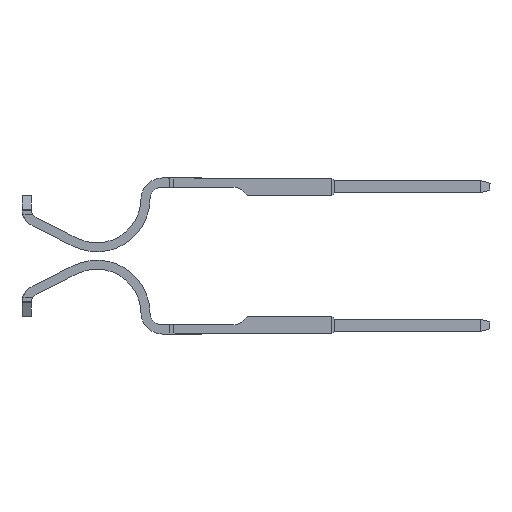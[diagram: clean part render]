
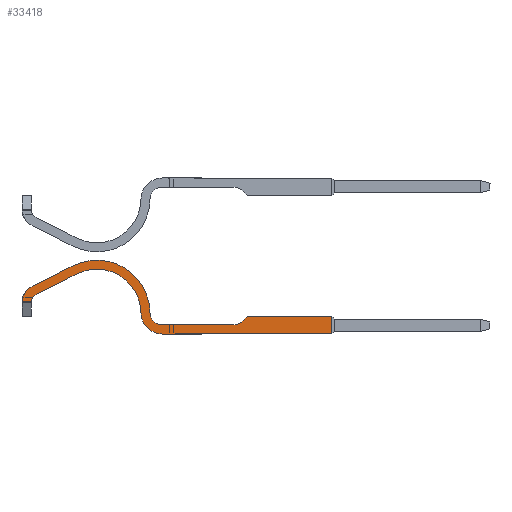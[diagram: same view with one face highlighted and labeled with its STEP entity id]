
A CAD part, left-side view. The second image highlights one B-rep face of the part: STEP entity #33418.
In plain terms, the highlighted face is planar.
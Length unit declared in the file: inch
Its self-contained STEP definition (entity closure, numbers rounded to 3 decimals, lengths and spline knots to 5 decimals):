
#251 = VECTOR ( 'NONE', #7514, 39.37008 ) ;
#337 = CARTESIAN_POINT ( 'NONE',  ( 0.33619, 0.0255, 0.025 ) ) ;
#446 = DIRECTION ( 'NONE',  ( 1., 0., 0. ) ) ;
#1443 = EDGE_LOOP ( 'NONE', ( #10559, #27480, #23326, #2791, #22773, #20424, #23785, #8354, #47995, #48174, #7271, #6362, #28289, #35986, #13205 ) ) ;
#2512 = CARTESIAN_POINT ( 'NONE',  ( 0.15971, 0.0575, 0.025 ) ) ;
#2570 = LINE ( 'NONE', #49476, #13980 ) ;
#2791 = ORIENTED_EDGE ( 'NONE', *, *, #41523, .T. ) ;
#3104 = CIRCLE ( 'NONE', #31770, 0.0265 ) ;
#3646 = DIRECTION ( 'NONE',  ( 0., 0., -1. ) ) ;
#4035 = CARTESIAN_POINT ( 'NONE',  ( 0.14781, 0.08118, 0.025 ) ) ;
#4049 = VERTEX_POINT ( 'NONE', #22816 ) ;
#4068 = LINE ( 'NONE', #16152, #12868 ) ;
#4619 = DIRECTION ( 'NONE',  ( 0., -1., 0. ) ) ;
#5727 = DIRECTION ( 'NONE',  ( 0., 0., -1. ) ) ;
#6014 = EDGE_CURVE ( 'NONE', #37589, #34176, #46572, .T. ) ;
#6183 = VERTEX_POINT ( 'NONE', #14509 ) ;
#6359 = DIRECTION ( 'NONE',  ( 0., 0., -1. ) ) ;
#6362 = ORIENTED_EDGE ( 'NONE', *, *, #20521, .F. ) ;
#6478 = EDGE_CURVE ( 'NONE', #40618, #17940, #30356, .T. ) ;
#7271 = ORIENTED_EDGE ( 'NONE', *, *, #19448, .T. ) ;
#7514 = DIRECTION ( 'NONE',  ( 1., 0., 0. ) ) ;
#7586 = EDGE_CURVE ( 'NONE', #19336, #34176, #15000, .T. ) ;
#7882 = DIRECTION ( 'NONE',  ( 0., 0., 1. ) ) ;
#8354 = ORIENTED_EDGE ( 'NONE', *, *, #7586, .F. ) ;
#9628 = VERTEX_POINT ( 'NONE', #17474 ) ;
#10559 = ORIENTED_EDGE ( 'NONE', *, *, #12829, .F. ) ;
#11154 = AXIS2_PLACEMENT_3D ( 'NONE', #40925, #45510, #41184 ) ;
#11181 = CARTESIAN_POINT ( 'NONE',  ( 0.14622, 0.058, 0.025 ) ) ;
#11229 = VERTEX_POINT ( 'NONE', #33939 ) ;
#11670 = CARTESIAN_POINT ( 'NONE',  ( 0.20684, 0.11085, 0.025 ) ) ;
#12829 = EDGE_CURVE ( 'NONE', #11229, #40618, #3104, .T. ) ;
#12868 = VECTOR ( 'NONE', #35349, 39.37008 ) ;
#13196 = LINE ( 'NONE', #18481, #16829 ) ;
#13205 = ORIENTED_EDGE ( 'NONE', *, *, #6478, .F. ) ;
#13456 = CARTESIAN_POINT ( 'NONE',  ( 0.43721, 0.04723, 0.025 ) ) ;
#13980 = VECTOR ( 'NONE', #25677, 39.37008 ) ;
#14509 = CARTESIAN_POINT ( 'NONE',  ( 0.33619, 0.0255, 0.025 ) ) ;
#14693 = DIRECTION ( 'NONE',  ( -1., 0., 0. ) ) ;
#14851 = VERTEX_POINT ( 'NONE', #42545 ) ;
#14956 = CARTESIAN_POINT ( 'NONE',  ( 0.31769, 0.04371, 0.025 ) ) ;
#15000 = LINE ( 'NONE', #43852, #41858 ) ;
#16152 = CARTESIAN_POINT ( 'NONE',  ( 0.14621, 0.058, 0.025 ) ) ;
#16829 = VECTOR ( 'NONE', #29055, 39.37008 ) ;
#17474 = CARTESIAN_POINT ( 'NONE',  ( 0.45821, 0.0375, 0.025 ) ) ;
#17921 = DIRECTION ( 'NONE',  ( -1., 0., 0. ) ) ;
#17940 = VERTEX_POINT ( 'NONE', #11670 ) ;
#18034 = DIRECTION ( 'NONE',  ( 1., 0., 0. ) ) ;
#18481 = CARTESIAN_POINT ( 'NONE',  ( 0.45821, 0.0375, 0.025 ) ) ;
#19319 = AXIS2_PLACEMENT_3D ( 'NONE', #2512, #6359, #17921 ) ;
#19336 = VERTEX_POINT ( 'NONE', #31900 ) ;
#19429 = DIRECTION ( 'NONE',  ( 1., 0., 0. ) ) ;
#19448 = EDGE_CURVE ( 'NONE', #47632, #29212, #47618, .T. ) ;
#20424 = ORIENTED_EDGE ( 'NONE', *, *, #25907, .T. ) ;
#20521 = EDGE_CURVE ( 'NONE', #6183, #29212, #31593, .T. ) ;
#21216 = CARTESIAN_POINT ( 'NONE',  ( 0.15365, 0.06956, 0.025 ) ) ;
#22773 = ORIENTED_EDGE ( 'NONE', *, *, #42631, .T. ) ;
#22816 = CARTESIAN_POINT ( 'NONE',  ( 0.21268, 0.09924, 0.025 ) ) ;
#23326 = ORIENTED_EDGE ( 'NONE', *, *, #25480, .T. ) ;
#23785 = ORIENTED_EDGE ( 'NONE', *, *, #6014, .T. ) ;
#24055 = CARTESIAN_POINT ( 'NONE',  ( 0.33619, 0.044, 0.025 ) ) ;
#24159 = CARTESIAN_POINT ( 'NONE',  ( 0.43721, 0.0255, 0.025 ) ) ;
#24165 = CARTESIAN_POINT ( 'NONE',  ( 0.14781, 0.08118, 0.025 ) ) ;
#24221 = EDGE_CURVE ( 'NONE', #19336, #9628, #45818, .T. ) ;
#24915 = CARTESIAN_POINT ( 'NONE',  ( 0.095, 0.025, 0.025 ) ) ;
#24941 = EDGE_CURVE ( 'NONE', #9628, #47632, #13196, .T. ) ;
#25480 = EDGE_CURVE ( 'NONE', #39516, #43693, #40593, .T. ) ;
#25677 = DIRECTION ( 'NONE',  ( 0.893, 0.449, 0. ) ) ;
#25907 = EDGE_CURVE ( 'NONE', #14851, #37589, #26690, .T. ) ;
#26476 = CARTESIAN_POINT ( 'NONE',  ( 0.2412, 0.0425, 0.025 ) ) ;
#26690 = CIRCLE ( 'NONE', #11154, 0.0315 ) ;
#27087 = CARTESIAN_POINT ( 'NONE',  ( 0.33619, 0.0125, 0.025 ) ) ;
#27226 = DIRECTION ( 'NONE',  ( 0.893, 0.449, 0. ) ) ;
#27480 = ORIENTED_EDGE ( 'NONE', *, *, #33820, .T. ) ;
#27739 = CARTESIAN_POINT ( 'NONE',  ( 0.2412, 0.0425, 0.025 ) ) ;
#28289 = ORIENTED_EDGE ( 'NONE', *, *, #39287, .F. ) ;
#28768 = DIRECTION ( 'NONE',  ( -1., 0., 0. ) ) ;
#29055 = DIRECTION ( 'NONE',  ( -0.707, -0.707, 0. ) ) ;
#29212 = VERTEX_POINT ( 'NONE', #24159 ) ;
#29612 = AXIS2_PLACEMENT_3D ( 'NONE', #13456, #5727, #18034 ) ;
#30356 = LINE ( 'NONE', #24165, #41238 ) ;
#30795 = DIRECTION ( 'NONE',  ( 0., 0., -1. ) ) ;
#31182 = CARTESIAN_POINT ( 'NONE',  ( 0.45821, 0.0375, 0.025 ) ) ;
#31593 = LINE ( 'NONE', #337, #251 ) ;
#31770 = AXIS2_PLACEMENT_3D ( 'NONE', #45416, #32624, #28768 ) ;
#31900 = CARTESIAN_POINT ( 'NONE',  ( 0.58021, 0.0375, 0.025 ) ) ;
#32624 = DIRECTION ( 'NONE',  ( 0., 0., -1. ) ) ;
#33136 = EDGE_CURVE ( 'NONE', #17940, #36867, #41462, .T. ) ;
#33418 = ADVANCED_FACE ( 'NONE', ( #45376 ), #44879, .F. ) ;
#33820 = EDGE_CURVE ( 'NONE', #11229, #39516, #4068, .T. ) ;
#33939 = CARTESIAN_POINT ( 'NONE',  ( 0.13322, 0.058, 0.025 ) ) ;
#34109 = AXIS2_PLACEMENT_3D ( 'NONE', #26476, #30795, #14693 ) ;
#34176 = VERTEX_POINT ( 'NONE', #43241 ) ;
#35349 = DIRECTION ( 'NONE',  ( 1., 0., 0. ) ) ;
#35986 = ORIENTED_EDGE ( 'NONE', *, *, #33136, .F. ) ;
#36867 = VERTEX_POINT ( 'NONE', #14956 ) ;
#36971 = CIRCLE ( 'NONE', #44340, 0.0635 ) ;
#37188 = DIRECTION ( 'NONE',  ( -1., 0., 0. ) ) ;
#37589 = VERTEX_POINT ( 'NONE', #40476 ) ;
#37882 = DIRECTION ( 'NONE',  ( -1., 0., 0. ) ) ;
#39287 = EDGE_CURVE ( 'NONE', #36867, #6183, #39293, .T. ) ;
#39293 = CIRCLE ( 'NONE', #43398, 0.0185 ) ;
#39516 = VERTEX_POINT ( 'NONE', #11181 ) ;
#40476 = CARTESIAN_POINT ( 'NONE',  ( 0.33619, 0.0125, 0.025 ) ) ;
#40593 = CIRCLE ( 'NONE', #19319, 0.0135 ) ;
#40618 = VERTEX_POINT ( 'NONE', #4035 ) ;
#40779 = DIRECTION ( 'NONE',  ( 0., 0., -1. ) ) ;
#40925 = CARTESIAN_POINT ( 'NONE',  ( 0.33619, 0.044, 0.025 ) ) ;
#41184 = DIRECTION ( 'NONE',  ( 1., 0., 0. ) ) ;
#41225 = CARTESIAN_POINT ( 'NONE',  ( 0.45258, 0.03186, 0.025 ) ) ;
#41238 = VECTOR ( 'NONE', #27226, 39.37008 ) ;
#41462 = CIRCLE ( 'NONE', #34109, 0.0765 ) ;
#41523 = EDGE_CURVE ( 'NONE', #43693, #4049, #2570, .T. ) ;
#41858 = VECTOR ( 'NONE', #4619, 39.37008 ) ;
#42545 = CARTESIAN_POINT ( 'NONE',  ( 0.30469, 0.0435, 0.025 ) ) ;
#42631 = EDGE_CURVE ( 'NONE', #4049, #14851, #36971, .T. ) ;
#43241 = CARTESIAN_POINT ( 'NONE',  ( 0.58021, 0.0125, 0.025 ) ) ;
#43398 = AXIS2_PLACEMENT_3D ( 'NONE', #24055, #7882, #446 ) ;
#43693 = VERTEX_POINT ( 'NONE', #21216 ) ;
#43852 = CARTESIAN_POINT ( 'NONE',  ( 0.58021, 0.0375, 0.025 ) ) ;
#43951 = AXIS2_PLACEMENT_3D ( 'NONE', #24915, #40779, #37188 ) ;
#44340 = AXIS2_PLACEMENT_3D ( 'NONE', #27739, #3646, #50551 ) ;
#44879 = PLANE ( 'NONE',  #43951 ) ;
#45376 = FACE_OUTER_BOUND ( 'NONE', #1443, .T. ) ;
#45416 = CARTESIAN_POINT ( 'NONE',  ( 0.15971, 0.0575, 0.025 ) ) ;
#45510 = DIRECTION ( 'NONE',  ( 0., 0., 1. ) ) ;
#45818 = LINE ( 'NONE', #31182, #49478 ) ;
#46572 = LINE ( 'NONE', #27087, #46939 ) ;
#46939 = VECTOR ( 'NONE', #19429, 39.37008 ) ;
#47618 = CIRCLE ( 'NONE', #29612, 0.02173 ) ;
#47632 = VERTEX_POINT ( 'NONE', #41225 ) ;
#47995 = ORIENTED_EDGE ( 'NONE', *, *, #24221, .T. ) ;
#48174 = ORIENTED_EDGE ( 'NONE', *, *, #24941, .T. ) ;
#49476 = CARTESIAN_POINT ( 'NONE',  ( 0.15365, 0.06956, 0.025 ) ) ;
#49478 = VECTOR ( 'NONE', #37882, 39.37008 ) ;
#50551 = DIRECTION ( 'NONE',  ( -1., 0., 0. ) ) ;
